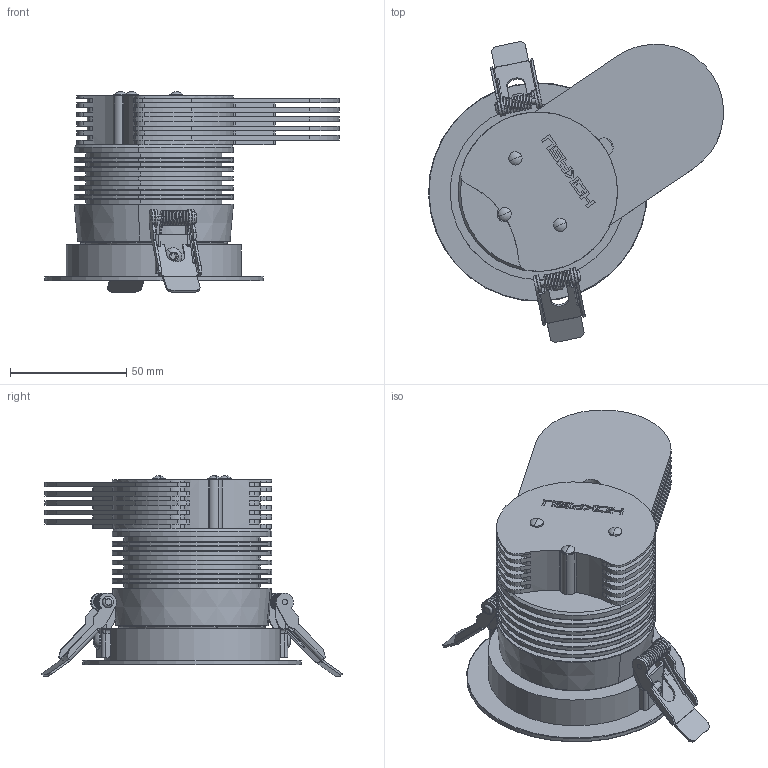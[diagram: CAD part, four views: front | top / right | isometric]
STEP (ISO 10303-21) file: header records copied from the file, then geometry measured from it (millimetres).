
FILE_DESCRIPTION (( 'STEP AP214' ), '1' );
FILE_NAME ('20W DOT .STEP', '2024-02-20T09:06:40', ( '' ), ( '' ), 'SwSTEP 2.0', 'SolidWorks 2018', '' );
FILE_SCHEMA (( 'AUTOMOTIVE_DESIGN' ));
Length unit declared in the file: millimetre
Products named in the file (1): 20W DOT 
Bounding box: 126.78 x 129.2 x 86.16 mm (x, y, z)
Volume: 241832.4 mm3; surface area: 99258.7 mm2
Topology: 13 solids, 18 shells, 922 faces, 2397 edges, 1502 vertices
Faces by surface type: plane 396, cylinder 372, torus 70, bspline 52, cone 22, sphere 10
Entity records: 43595 total; most frequent: CARTESIAN_POINT 10354, DIRECTION 5041, ORIENTED_EDGE 4728, EDGE_CURVE 2364, AXIS2_PLACEMENT_3D 1908, VERTEX_POINT 1499, LINE 1225, VECTOR 1225
